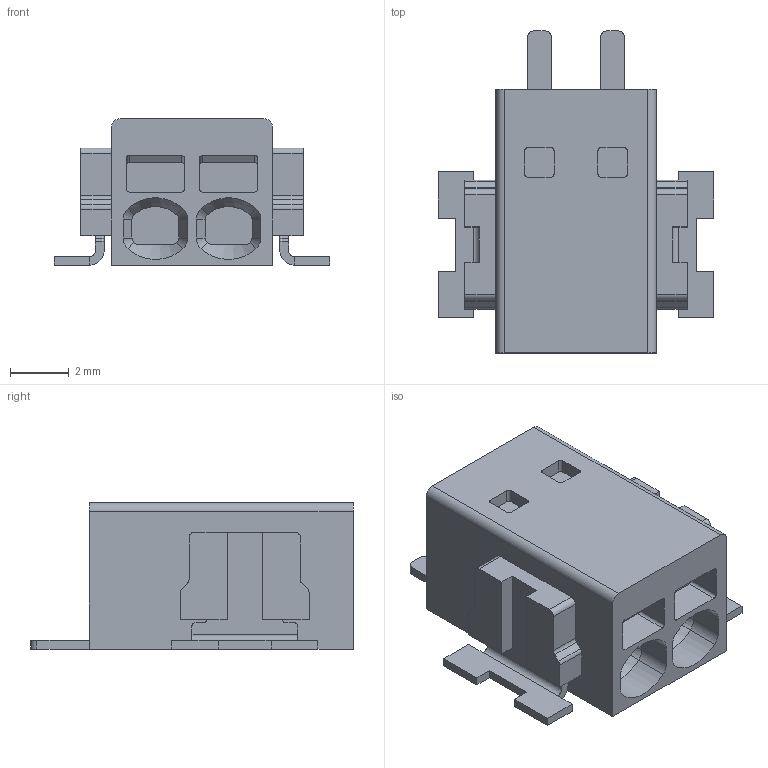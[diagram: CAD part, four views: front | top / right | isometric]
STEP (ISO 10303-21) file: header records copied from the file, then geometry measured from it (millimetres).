
FILE_DESCRIPTION( ( '' ), ' ' );
FILE_NAME( '584b9ef1f2516110483fb01e.step', '2016-12-10T06:21:37', ( '' ), ( '' ), ' ', ' ', ' ' );
FILE_SCHEMA( ( 'AUTOMOTIVE_DESIGN { 1 0 10303 214 1 1 1 1 }' ) );
Length unit declared in the file: metre
Products named in the file (1): Open CASCADE STEP translator 6.8 1
Bounding box: 9.4 x 11 x 5 mm (x, y, z)
Volume: 242.3 mm3; surface area: 387.2 mm2
Topology: 1 solids, 1 shells, 226 faces, 600 edges, 386 vertices
Faces by surface type: plane 132, cylinder 82, cone 12
Entity records: 11940 total; most frequent: CARTESIAN_POINT 1369, DIRECTION 1210, ORIENTED_EDGE 1200, STYLED_ITEM 826, PRESENTATION_STYLE_ASSIGNMENT 826, COLOUR_RGB 826, EDGE_CURVE 600, CURVE_STYLE 600
